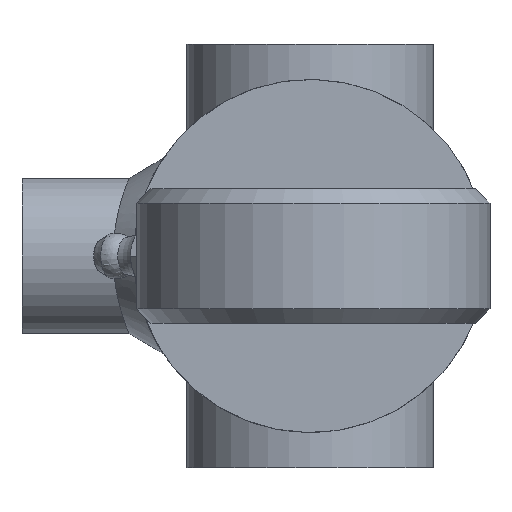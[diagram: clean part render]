
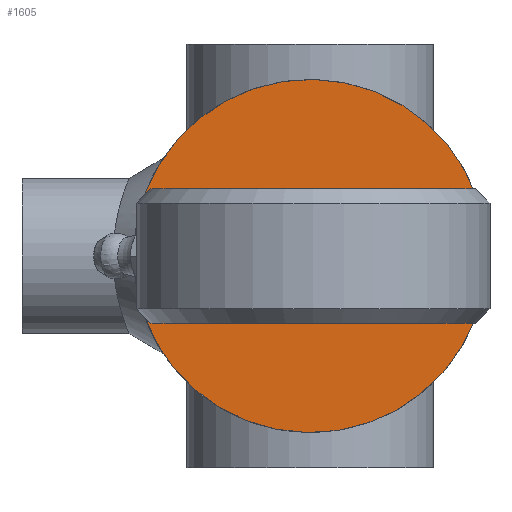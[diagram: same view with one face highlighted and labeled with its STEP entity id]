
A CAD part, left-side view. The second image highlights one B-rep face of the part: STEP entity #1605.
In plain terms, the highlighted planar face has unit normal (-1, 0, 0).
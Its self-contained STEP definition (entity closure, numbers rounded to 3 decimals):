
#139=PLANE('',#1924);
#193=CIRCLE('',#1916,25.);
#481=FACE_OUTER_BOUND('',#595,.T.);
#595=EDGE_LOOP('',(#1290));
#774=VERTEX_POINT('',#4538);
#954=EDGE_CURVE('',#774,#774,#193,.T.);
#1290=ORIENTED_EDGE('',*,*,#954,.F.);
#1605=ADVANCED_FACE('',(#481),#139,.F.);
#1916=AXIS2_PLACEMENT_3D('',#4540,#2247,#2248);
#1924=AXIS2_PLACEMENT_3D('',#4553,#2265,#2266);
#2247=DIRECTION('center_axis',(1.,0.,0.));
#2248=DIRECTION('ref_axis',(0.,1.,0.));
#2265=DIRECTION('center_axis',(1.,0.,0.));
#2266=DIRECTION('ref_axis',(0.,0.,-1.));
#4538=CARTESIAN_POINT('',(0.,-25.,0.));
#4540=CARTESIAN_POINT('Origin',(0.,0.,0.));
#4553=CARTESIAN_POINT('Origin',(0.,0.,0.));
